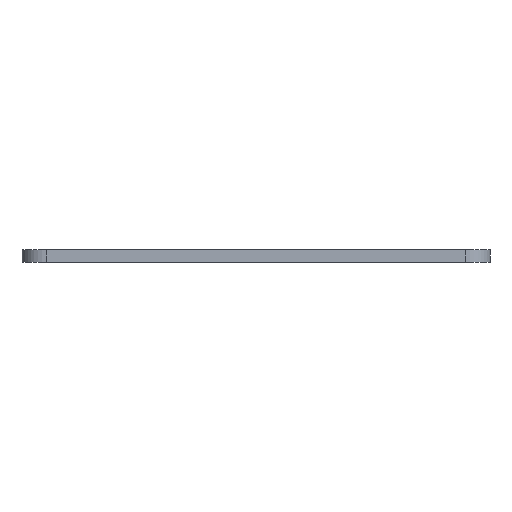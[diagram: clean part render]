
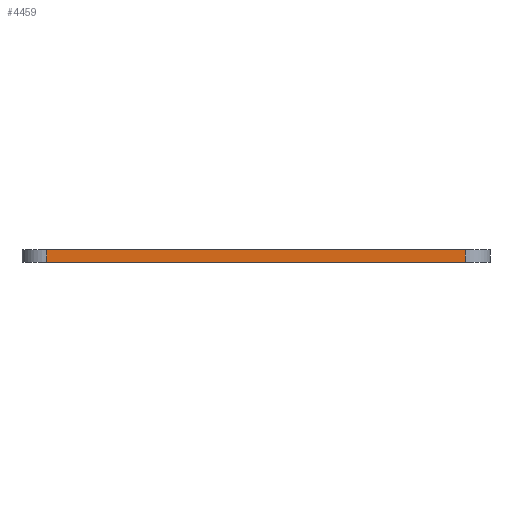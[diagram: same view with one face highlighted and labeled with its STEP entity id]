
A CAD part, front view. The second image highlights one B-rep face of the part: STEP entity #4459.
In plain terms, the highlighted planar face has unit normal (0, -1, 0).
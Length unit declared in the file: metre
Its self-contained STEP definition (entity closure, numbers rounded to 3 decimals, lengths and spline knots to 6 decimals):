
#17=LINE('',#5986,#645);
#326=LINE('',#6615,#954);
#435=LINE('',#6834,#1063);
#436=LINE('',#6836,#1064);
#645=VECTOR('',#4912,1.);
#954=VECTOR('',#5233,1.);
#1063=VECTOR('',#5350,1.);
#1064=VECTOR('',#5353,1.);
#1708=ORIENTED_EDGE('',*,*,#2861,.F.);
#1709=ORIENTED_EDGE('',*,*,#2972,.F.);
#1710=ORIENTED_EDGE('',*,*,#2547,.T.);
#1711=ORIENTED_EDGE('',*,*,#2971,.T.);
#2547=EDGE_CURVE('',#3184,#3183,#17,.T.);
#2861=EDGE_CURVE('',#3497,#3498,#326,.T.);
#2971=EDGE_CURVE('',#3183,#3498,#435,.T.);
#2972=EDGE_CURVE('',#3184,#3497,#436,.T.);
#3183=VERTEX_POINT('',#5985);
#3184=VERTEX_POINT('',#5987);
#3497=VERTEX_POINT('',#6614);
#3498=VERTEX_POINT('',#6616);
#3719=EDGE_LOOP('',(#1708,#1709,#1710,#1711));
#4035=FACE_BOUND('',#3719,.T.);
#4247=PLANE('',#4694);
#4459=ADVANCED_FACE('',(#4035),#4247,.T.);
#4694=AXIS2_PLACEMENT_3D('',#6835,#5351,#5352);
#4912=DIRECTION('',(-1.,0.,0.));
#5233=DIRECTION('',(-1.,0.,0.));
#5350=DIRECTION('',(0.,0.,-1.));
#5351=DIRECTION('',(0.,-1.,0.));
#5352=DIRECTION('',(0.,0.,-1.));
#5353=DIRECTION('',(0.,0.,-1.));
#5985=CARTESIAN_POINT('',(0.07112,-0.20066,0.00508));
#5986=CARTESIAN_POINT('',(0.16129,-0.20066,0.00508));
#5987=CARTESIAN_POINT('',(0.15748,-0.20066,0.00508));
#6614=CARTESIAN_POINT('',(0.15748,-0.20066,0.00254));
#6615=CARTESIAN_POINT('',(0.16129,-0.20066,0.00254));
#6616=CARTESIAN_POINT('',(0.07112,-0.20066,0.00254));
#6834=CARTESIAN_POINT('',(0.07112,-0.20066,0.00508));
#6835=CARTESIAN_POINT('',(0.16129,-0.20066,0.00508));
#6836=CARTESIAN_POINT('',(0.15748,-0.20066,0.00508));
